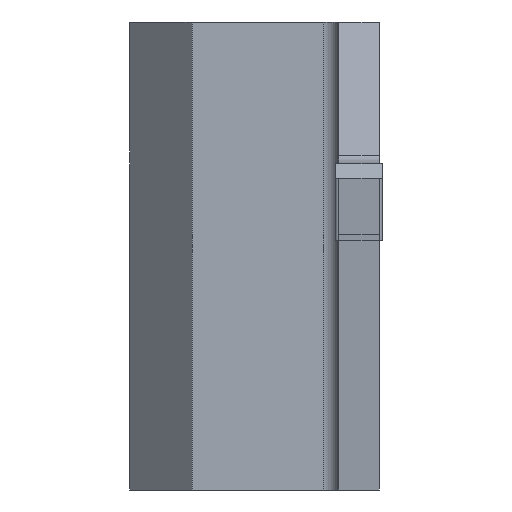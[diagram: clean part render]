
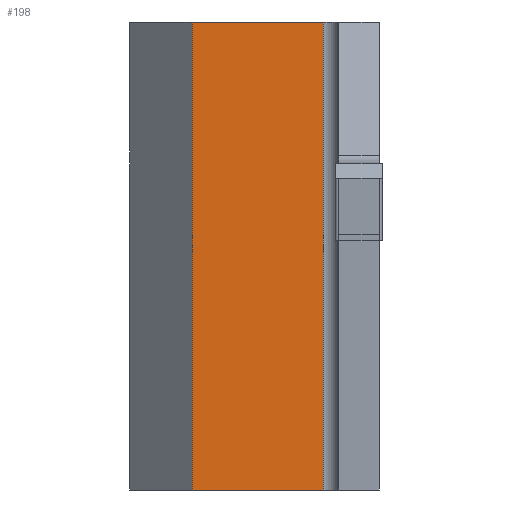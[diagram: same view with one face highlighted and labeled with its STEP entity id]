
A CAD part, left-side view. The second image highlights one B-rep face of the part: STEP entity #198.
In plain terms, the highlighted planar face has unit normal (-1, 0, 0).
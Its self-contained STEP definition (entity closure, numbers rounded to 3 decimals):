
#198=ADVANCED_FACE('',(#289),#242,.F.);
#242=PLANE('',#1075);
#289=FACE_OUTER_BOUND('',#338,.T.);
#338=EDGE_LOOP('',(#573,#574,#575,#576));
#573=ORIENTED_EDGE('',*,*,#793,.F.);
#574=ORIENTED_EDGE('',*,*,#797,.T.);
#575=ORIENTED_EDGE('',*,*,#761,.T.);
#576=ORIENTED_EDGE('',*,*,#798,.T.);
#666=VERTEX_POINT('',#1491);
#667=VERTEX_POINT('',#1492);
#677=VERTEX_POINT('',#1551);
#678=VERTEX_POINT('',#1553);
#761=EDGE_CURVE('',#666,#667,#872,.T.);
#793=EDGE_CURVE('',#677,#678,#901,.T.);
#797=EDGE_CURVE('',#677,#666,#904,.T.);
#798=EDGE_CURVE('',#667,#678,#905,.T.);
#872=LINE('',#1490,#979);
#901=LINE('',#1552,#1008);
#904=LINE('',#1560,#1011);
#905=LINE('',#1561,#1012);
#979=VECTOR('',#1220,1.);
#1008=VECTOR('',#1291,1.);
#1011=VECTOR('',#1302,1.);
#1012=VECTOR('',#1303,1.);
#1075=AXIS2_PLACEMENT_3D('',#1562,#1304,#1305);
#1220=DIRECTION('',(0.,-1.,0.));
#1291=DIRECTION('',(0.,-1.,0.));
#1302=DIRECTION('',(0.,0.,-1.));
#1303=DIRECTION('',(0.,0.,1.));
#1304=DIRECTION('',(1.,0.,0.));
#1305=DIRECTION('',(0.,0.,-1.));
#1490=CARTESIAN_POINT('',(21.,17.6,-20.));
#1491=CARTESIAN_POINT('',(21.,12.,-20.));
#1492=CARTESIAN_POINT('',(21.,3.6,-20.));
#1551=CARTESIAN_POINT('',(21.,12.,10.));
#1552=CARTESIAN_POINT('',(21.,17.6,10.));
#1553=CARTESIAN_POINT('',(21.,3.6,10.));
#1560=CARTESIAN_POINT('',(21.,12.,-287.));
#1561=CARTESIAN_POINT('',(21.,3.6,10.));
#1562=CARTESIAN_POINT('',(21.,17.6,-20.));
